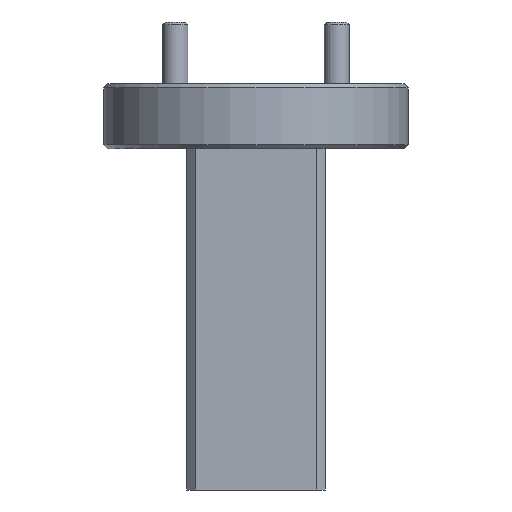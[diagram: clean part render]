
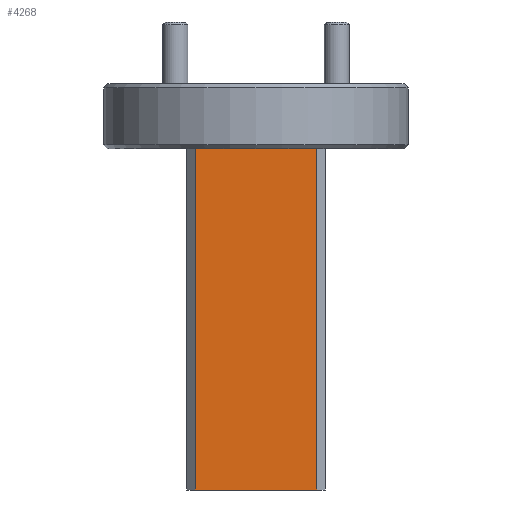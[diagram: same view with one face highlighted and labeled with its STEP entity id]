
A CAD part, front view. The second image highlights one B-rep face of the part: STEP entity #4268.
In plain terms, the highlighted planar face has unit normal (0, -1, 0).
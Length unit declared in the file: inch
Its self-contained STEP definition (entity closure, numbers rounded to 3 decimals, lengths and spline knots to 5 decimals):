
#18 = VECTOR ( 'NONE', #3235, 39.37008 ) ;
#469 = VERTEX_POINT ( 'NONE', #3539 ) ;
#523 = VERTEX_POINT ( 'NONE', #5724 ) ;
#755 = CARTESIAN_POINT ( 'NONE',  ( 0.17, -0.08, -0.16 ) ) ;
#1019 = CARTESIAN_POINT ( 'NONE',  ( 0.15, -0.08, -0.16 ) ) ;
#1066 = LINE ( 'NONE', #5206, #2248 ) ;
#1294 = DIRECTION ( 'NONE',  ( -1., 0., 0. ) ) ;
#1415 = DIRECTION ( 'NONE',  ( 1., 0., 0. ) ) ;
#1494 = DIRECTION ( 'NONE',  ( 0., 0., 1. ) ) ;
#1540 = EDGE_CURVE ( 'NONE', #5636, #469, #4417, .T. ) ;
#1542 = ORIENTED_EDGE ( 'NONE', *, *, #5087, .T. ) ;
#1775 = EDGE_CURVE ( 'NONE', #3333, #523, #5552, .T. ) ;
#2056 = VECTOR ( 'NONE', #1415, 39.37008 ) ;
#2215 = DIRECTION ( 'NONE',  ( -1., 0., 0. ) ) ;
#2248 = VECTOR ( 'NONE', #1494, 39.37008 ) ;
#2342 = CARTESIAN_POINT ( 'NONE',  ( 0.17, -0.08, -2.45343 ) ) ;
#2610 = ORIENTED_EDGE ( 'NONE', *, *, #4903, .T. ) ;
#3235 = DIRECTION ( 'NONE',  ( 0., 0., -1. ) ) ;
#3333 = VERTEX_POINT ( 'NONE', #4115 ) ;
#3539 = CARTESIAN_POINT ( 'NONE',  ( -0.15, -0.08, -0.16 ) ) ;
#3770 = FACE_OUTER_BOUND ( 'NONE', #4988, .T. ) ;
#3980 = PLANE ( 'NONE',  #5797 ) ;
#4115 = CARTESIAN_POINT ( 'NONE',  ( -0.15, -0.08, -1. ) ) ;
#4268 = ADVANCED_FACE ( 'NONE', ( #3770 ), #3980, .F. ) ;
#4417 = LINE ( 'NONE', #755, #5833 ) ;
#4466 = DIRECTION ( 'NONE',  ( 0., 1., 0. ) ) ;
#4903 = EDGE_CURVE ( 'NONE', #469, #3333, #5768, .T. ) ;
#4988 = EDGE_LOOP ( 'NONE', ( #6561, #2610, #5055, #1542 ) ) ;
#5055 = ORIENTED_EDGE ( 'NONE', *, *, #1775, .T. ) ;
#5087 = EDGE_CURVE ( 'NONE', #523, #5636, #1066, .T. ) ;
#5130 = CARTESIAN_POINT ( 'NONE',  ( 0.17, -0.08, -1. ) ) ;
#5206 = CARTESIAN_POINT ( 'NONE',  ( 0.15, -0.08, -2.45343 ) ) ;
#5552 = LINE ( 'NONE', #5130, #2056 ) ;
#5636 = VERTEX_POINT ( 'NONE', #1019 ) ;
#5724 = CARTESIAN_POINT ( 'NONE',  ( 0.15, -0.08, -1. ) ) ;
#5768 = LINE ( 'NONE', #5804, #18 ) ;
#5797 = AXIS2_PLACEMENT_3D ( 'NONE', #2342, #4466, #1294 ) ;
#5804 = CARTESIAN_POINT ( 'NONE',  ( -0.15, -0.08, -2.45343 ) ) ;
#5833 = VECTOR ( 'NONE', #2215, 39.37008 ) ;
#6561 = ORIENTED_EDGE ( 'NONE', *, *, #1540, .T. ) ;
